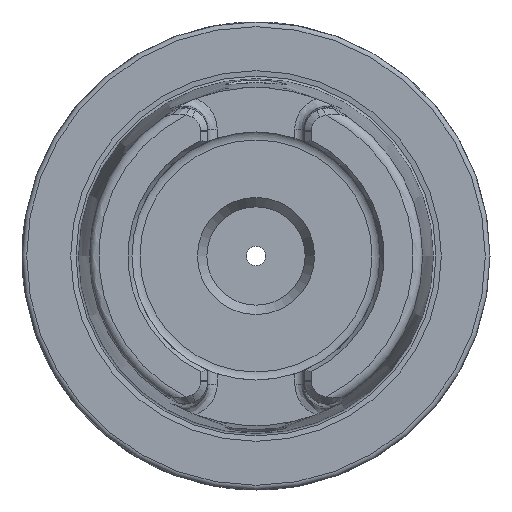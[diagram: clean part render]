
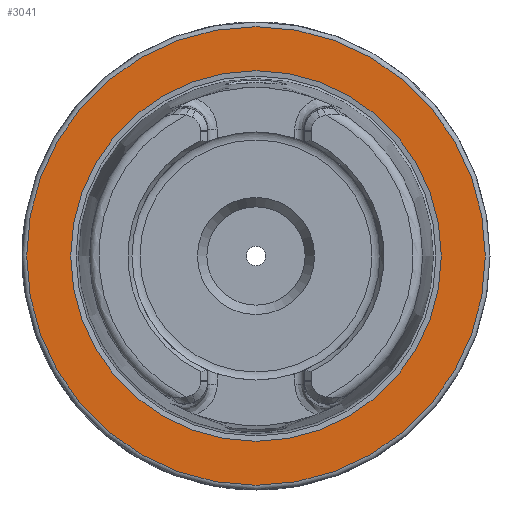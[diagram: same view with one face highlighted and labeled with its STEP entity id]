
A CAD part, left-side view. The second image highlights one B-rep face of the part: STEP entity #3041.
In plain terms, the highlighted planar face has unit normal (-1, 0, 0).
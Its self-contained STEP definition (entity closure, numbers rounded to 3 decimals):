
#117=FACE_BOUND('',#666,.T.);
#303=PLANE('',#3325);
#486=FACE_OUTER_BOUND('',#665,.T.);
#665=EDGE_LOOP('',(#2822,#2823));
#666=EDGE_LOOP('',(#2824,#2825));
#1134=CIRCLE('',#3323,39.587);
#1135=CIRCLE('',#3324,39.587);
#1136=CIRCLE('',#3326,49.);
#1137=CIRCLE('',#3327,49.);
#1448=VERTEX_POINT('',#8387);
#1449=VERTEX_POINT('',#8389);
#1450=VERTEX_POINT('',#8393);
#1451=VERTEX_POINT('',#8394);
#1910=EDGE_CURVE('',#1449,#1448,#1134,.T.);
#1911=EDGE_CURVE('',#1448,#1449,#1135,.T.);
#1912=EDGE_CURVE('',#1450,#1451,#1136,.T.);
#1913=EDGE_CURVE('',#1451,#1450,#1137,.T.);
#2822=ORIENTED_EDGE('',*,*,#1912,.F.);
#2823=ORIENTED_EDGE('',*,*,#1913,.F.);
#2824=ORIENTED_EDGE('',*,*,#1910,.T.);
#2825=ORIENTED_EDGE('',*,*,#1911,.T.);
#3041=ADVANCED_FACE('',(#486,#117),#303,.T.);
#3323=AXIS2_PLACEMENT_3D('',#8390,#4013,#4014);
#3324=AXIS2_PLACEMENT_3D('',#8391,#4015,#4016);
#3325=AXIS2_PLACEMENT_3D('',#8392,#4017,#4018);
#3326=AXIS2_PLACEMENT_3D('',#8395,#4019,#4020);
#3327=AXIS2_PLACEMENT_3D('',#8396,#4021,#4022);
#4013=DIRECTION('center_axis',(1.,0.,0.));
#4014=DIRECTION('ref_axis',(0.,0.,-1.));
#4015=DIRECTION('center_axis',(1.,0.,0.));
#4016=DIRECTION('ref_axis',(0.,0.,-1.));
#4017=DIRECTION('center_axis',(-1.,0.,0.));
#4018=DIRECTION('ref_axis',(0.,0.,1.));
#4019=DIRECTION('center_axis',(1.,0.,0.));
#4020=DIRECTION('ref_axis',(0.,0.,-1.));
#4021=DIRECTION('center_axis',(1.,0.,0.));
#4022=DIRECTION('ref_axis',(0.,0.,-1.));
#8387=CARTESIAN_POINT('',(0.,-39.587,0.));
#8389=CARTESIAN_POINT('',(0.,39.587,0.));
#8390=CARTESIAN_POINT('Origin',(0.,0.,0.));
#8391=CARTESIAN_POINT('Origin',(0.,0.,0.));
#8392=CARTESIAN_POINT('Origin',(0.,49.,
0.));
#8393=CARTESIAN_POINT('',(0.,49.,0.));
#8394=CARTESIAN_POINT('',(0.,0.,49.));
#8395=CARTESIAN_POINT('Origin',(0.,0.,0.));
#8396=CARTESIAN_POINT('Origin',(0.,0.,0.));
